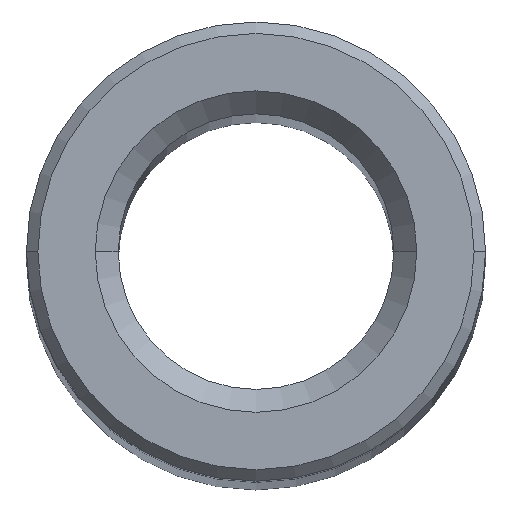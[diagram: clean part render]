
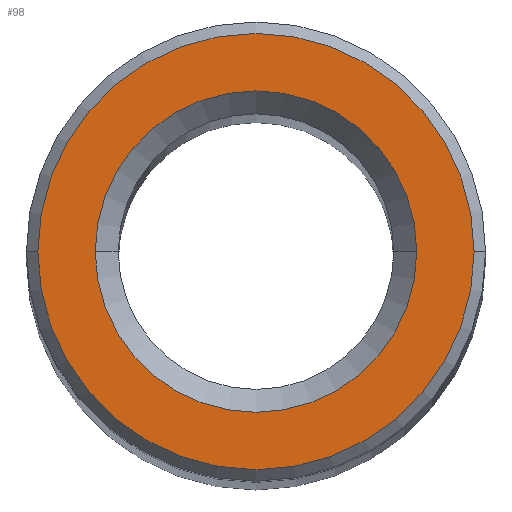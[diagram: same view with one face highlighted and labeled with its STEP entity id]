
A CAD part, top view. The second image highlights one B-rep face of the part: STEP entity #98.
In plain terms, the highlighted planar face has unit normal (0, 0, 1).
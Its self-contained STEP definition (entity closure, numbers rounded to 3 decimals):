
#7 = VERTEX_POINT ( 'NONE', #360 ) ;
#8 = VERTEX_POINT ( 'NONE', #366 ) ;
#30 = EDGE_CURVE ( 'NONE', #7, #44, #563, .T. ) ;
#34 = ORIENTED_EDGE ( 'NONE', *, *, #600, .T. ) ;
#44 = VERTEX_POINT ( 'NONE', #250 ) ;
#52 = EDGE_LOOP ( 'NONE', ( #108, #34 ) ) ;
#60 = VERTEX_POINT ( 'NONE', #437 ) ;
#69 = EDGE_CURVE ( 'NONE', #60, #8, #455, .T. ) ;
#70 = EDGE_LOOP ( 'NONE', ( #84, #130 ) ) ;
#84 = ORIENTED_EDGE ( 'NONE', *, *, #85, .T. ) ;
#85 = EDGE_CURVE ( 'NONE', #8, #60, #605, .T. ) ;
#98 = ADVANCED_FACE ( 'NONE', ( #281, #282 ), #283, .T. ) ;
#108 = ORIENTED_EDGE ( 'NONE', *, *, #30, .T. ) ;
#130 = ORIENTED_EDGE ( 'NONE', *, *, #69, .T. ) ;
#250 = CARTESIAN_POINT ( 'NONE',  ( 9.5, 0., 0. ) ) ;
#281 = FACE_BOUND ( 'NONE', #70, .T. ) ;
#282 = FACE_OUTER_BOUND ( 'NONE', #52, .T. ) ;
#283 = PLANE ( 'NONE',  #284 ) ;
#284 = AXIS2_PLACEMENT_3D ( 'NONE', #285, #286, #287 ) ;
#285 = CARTESIAN_POINT ( 'NONE',  ( 0., 0., 0. ) ) ;
#286 = DIRECTION ( 'NONE',  ( 0., 0., 1. ) ) ;
#287 = DIRECTION ( 'NONE',  ( 1., 0., 0. ) ) ;
#360 = CARTESIAN_POINT ( 'NONE',  ( -9.5, 0., 0. ) ) ;
#366 = CARTESIAN_POINT ( 'NONE',  ( 7., 0., 0. ) ) ;
#437 = CARTESIAN_POINT ( 'NONE',  ( -7., 0., 0. ) ) ;
#455 = CIRCLE ( 'NONE', #456, 7. ) ;
#456 = AXIS2_PLACEMENT_3D ( 'NONE', #457, #458, #459 ) ;
#457 = CARTESIAN_POINT ( 'NONE',  ( 0., 0., 0. ) ) ;
#458 = DIRECTION ( 'NONE',  ( 0., 0., -1. ) ) ;
#459 = DIRECTION ( 'NONE',  ( 1., 0., 0. ) ) ;
#563 = CIRCLE ( 'NONE', #564, 9.5 ) ;
#564 = AXIS2_PLACEMENT_3D ( 'NONE', #565, #568, #569 ) ;
#565 = CARTESIAN_POINT ( 'NONE',  ( 0., 0., 0. ) ) ;
#568 = DIRECTION ( 'NONE',  ( 0., 0., 1. ) ) ;
#569 = DIRECTION ( 'NONE',  ( 1., 0., 0. ) ) ;
#570 = CIRCLE ( 'NONE', #571, 9.5 ) ;
#571 = AXIS2_PLACEMENT_3D ( 'NONE', #572, #573, #574 ) ;
#572 = CARTESIAN_POINT ( 'NONE',  ( 0., 0., 0. ) ) ;
#573 = DIRECTION ( 'NONE',  ( 0., 0., 1. ) ) ;
#574 = DIRECTION ( 'NONE',  ( 1., 0., 0. ) ) ;
#600 = EDGE_CURVE ( 'NONE', #44, #7, #570, .T. ) ;
#605 = CIRCLE ( 'NONE', #606, 7. ) ;
#606 = AXIS2_PLACEMENT_3D ( 'NONE', #607, #608, #609 ) ;
#607 = CARTESIAN_POINT ( 'NONE',  ( 0., 0., 0. ) ) ;
#608 = DIRECTION ( 'NONE',  ( 0., 0., -1. ) ) ;
#609 = DIRECTION ( 'NONE',  ( 1., 0., 0. ) ) ;
